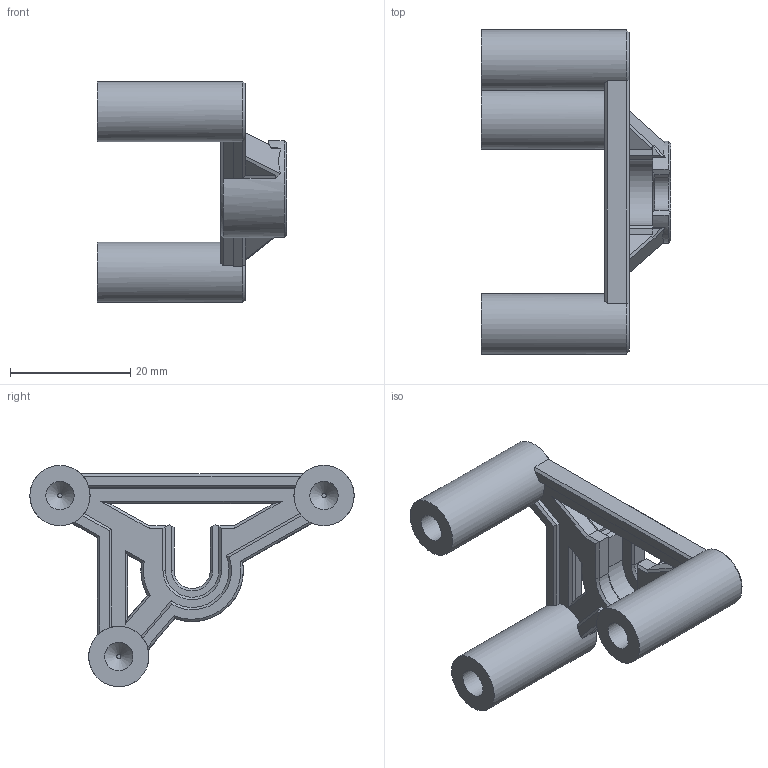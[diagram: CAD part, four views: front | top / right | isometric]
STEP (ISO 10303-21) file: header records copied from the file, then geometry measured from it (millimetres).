
FILE_DESCRIPTION(/* description */ ('STEP AP242','CAx-IF Rec.Pracs.---Representation and Presentation of Product Manufacturing Information (PMI)---4.0---2014-10-13','CAx-IF Rec.Pracs.---3D Tessellated Geometry---0.4---2014-09-14','2;1'),/* implementation_level */ '2;1');
FILE_NAME(/* name */ '62e1eced53ae0673a68b0d4d',/* time_stamp */ '2022-07-28T01:57:01+00:00',/* author */ (''),/* organization */ (''),/* preprocessor_version */ 'ST-DEVELOPER v18.102',/* originating_system */ ' ',/* authorisation */ ' ');
FILE_SCHEMA (('AP242_MANAGED_MODEL_BASED_3D_ENGINEERING_MIM_LF { 1 0 10303 442 1 1 4 }'));
Length unit declared in the file: metre
Products named in the file (1): Rotator
Bounding box: 31.4 x 53.84 x 36.71 mm (x, y, z)
Volume: 8256.9 mm3; surface area: 5402.8 mm2
Topology: 1 solids, 4 shells, 162 faces, 407 edges, 254 vertices
Faces by surface type: plane 132, cone 16, cylinder 14
Full cylindrical faces by diameter (mm): 4.7 x3, 10 x3
Entity records: 4744 total; most frequent: CARTESIAN_POINT 881, ORIENTED_EDGE 790, DIRECTION 790, EDGE_CURVE 395, LINE 278, VECTOR 278, AXIS2_PLACEMENT_3D 256, VERTEX_POINT 251
